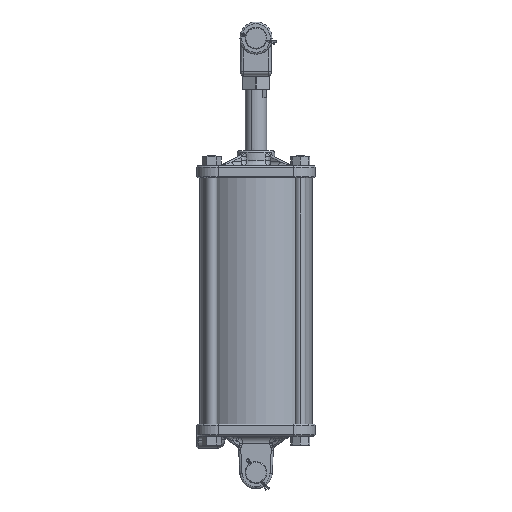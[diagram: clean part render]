
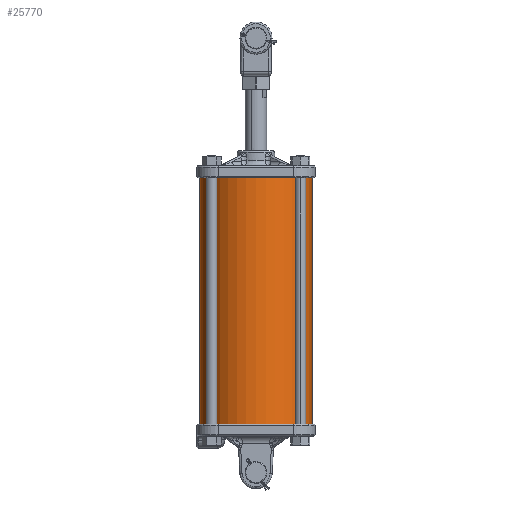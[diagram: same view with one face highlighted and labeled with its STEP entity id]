
A CAD part, front view. The second image highlights one B-rep face of the part: STEP entity #25770.
In plain terms, the highlighted cylindrical face has radius 66.675 mm (diameter 133.35 mm), a partial arc.
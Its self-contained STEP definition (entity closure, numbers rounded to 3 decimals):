
#645 = CARTESIAN_POINT ( 'NONE',  ( 66.675, 0., 0. ) ) ;
#4944 = VECTOR ( 'NONE', #25548, 1000. ) ;
#6306 = DIRECTION ( 'NONE',  ( 0., 0., 1. ) ) ;
#7628 = VERTEX_POINT ( 'NONE', #645 ) ;
#8710 = CARTESIAN_POINT ( 'NONE',  ( 0., 0., 298.45 ) ) ;
#11067 = CARTESIAN_POINT ( 'NONE',  ( 66.675, 0., 298.45 ) ) ;
#12200 = AXIS2_PLACEMENT_3D ( 'NONE', #13453, #18087, #17349 ) ;
#12218 = EDGE_CURVE ( 'NONE', #37013, #47527, #25798, .T. ) ;
#13453 = CARTESIAN_POINT ( 'NONE',  ( 0., 0., 298.45 ) ) ;
#14693 = LINE ( 'NONE', #11067, #23195 ) ;
#15741 = VERTEX_POINT ( 'NONE', #29423 ) ;
#17349 = DIRECTION ( 'NONE',  ( -1., 0., 0. ) ) ;
#18087 = DIRECTION ( 'NONE',  ( 0., 0., -1. ) ) ;
#20637 = DIRECTION ( 'NONE',  ( 0., 0., 1. ) ) ;
#20767 = EDGE_LOOP ( 'NONE', ( #48918, #21838, #25883, #50322 ) ) ;
#21838 = ORIENTED_EDGE ( 'NONE', *, *, #35131, .F. ) ;
#23195 = VECTOR ( 'NONE', #42288, 1000. ) ;
#25548 = DIRECTION ( 'NONE',  ( 0., 0., -1. ) ) ;
#25770 = ADVANCED_FACE ( 'NONE', ( #43637 ), #35915, .T. ) ;
#25798 = LINE ( 'NONE', #36905, #4944 ) ;
#25883 = ORIENTED_EDGE ( 'NONE', *, *, #12218, .T. ) ;
#25964 = CARTESIAN_POINT ( 'NONE',  ( 0., 0., 0. ) ) ;
#29423 = CARTESIAN_POINT ( 'NONE',  ( 66.675, 0., 298.45 ) ) ;
#31564 = EDGE_CURVE ( 'NONE', #47527, #7628, #44838, .T. ) ;
#31612 = CARTESIAN_POINT ( 'NONE',  ( -66.675, 0., 0. ) ) ;
#31995 = CIRCLE ( 'NONE', #38562, 66.675 ) ;
#33308 = AXIS2_PLACEMENT_3D ( 'NONE', #25964, #6306, #38302 ) ;
#33534 = CARTESIAN_POINT ( 'NONE',  ( -66.675, 0., 298.45 ) ) ;
#35131 = EDGE_CURVE ( 'NONE', #37013, #15741, #31995, .T. ) ;
#35915 = CYLINDRICAL_SURFACE ( 'NONE', #12200, 66.675 ) ;
#36343 = DIRECTION ( 'NONE',  ( 1., 0., 0. ) ) ;
#36905 = CARTESIAN_POINT ( 'NONE',  ( -66.675, 0., 298.45 ) ) ;
#37013 = VERTEX_POINT ( 'NONE', #33534 ) ;
#38302 = DIRECTION ( 'NONE',  ( 1., 0., 0. ) ) ;
#38562 = AXIS2_PLACEMENT_3D ( 'NONE', #8710, #20637, #36343 ) ;
#42288 = DIRECTION ( 'NONE',  ( 0., 0., -1. ) ) ;
#42595 = EDGE_CURVE ( 'NONE', #15741, #7628, #14693, .T. ) ;
#43637 = FACE_OUTER_BOUND ( 'NONE', #20767, .T. ) ;
#44838 = CIRCLE ( 'NONE', #33308, 66.675 ) ;
#47527 = VERTEX_POINT ( 'NONE', #31612 ) ;
#48918 = ORIENTED_EDGE ( 'NONE', *, *, #42595, .F. ) ;
#50322 = ORIENTED_EDGE ( 'NONE', *, *, #31564, .T. ) ;
